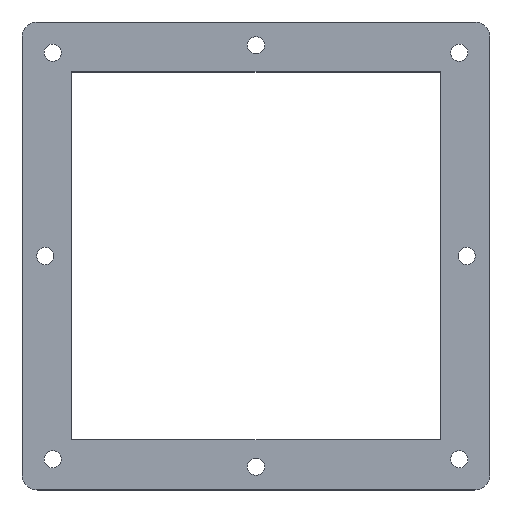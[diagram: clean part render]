
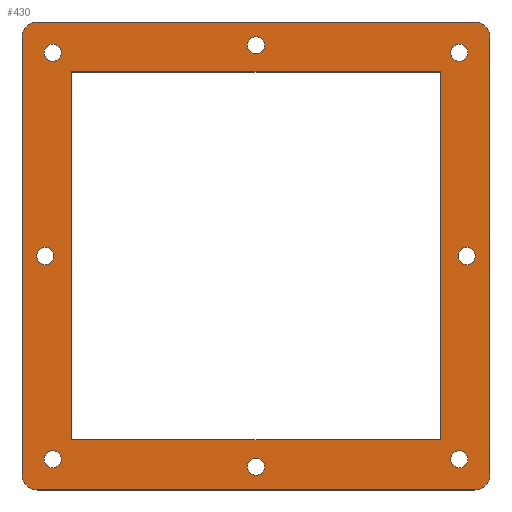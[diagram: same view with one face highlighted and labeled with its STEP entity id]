
A CAD part, top view. The second image highlights one B-rep face of the part: STEP entity #430.
In plain terms, the highlighted planar face has unit normal (0, 0, 1).
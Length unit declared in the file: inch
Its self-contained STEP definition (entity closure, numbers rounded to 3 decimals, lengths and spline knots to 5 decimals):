
#24=PLANE('',#478);
#29=LINE('',#636,#57);
#39=LINE('',#672,#67);
#42=LINE('',#680,#70);
#44=LINE('',#688,#72);
#47=LINE('',#693,#75);
#49=LINE('',#697,#77);
#51=LINE('',#700,#79);
#52=LINE('',#714,#80);
#57=VECTOR('',#517,7.13);
#67=VECTOR('',#549,7.13);
#70=VECTOR('',#558,7.13);
#72=VECTOR('',#566,6.);
#75=VECTOR('',#571,6.);
#77=VECTOR('',#575,6.);
#79=VECTOR('',#579,6.);
#80=VECTOR('',#598,7.13);
#98=FACE_BOUND('',#168,.T.);
#99=FACE_BOUND('',#169,.T.);
#100=FACE_BOUND('',#170,.T.);
#101=FACE_BOUND('',#171,.T.);
#102=FACE_BOUND('',#172,.T.);
#103=FACE_BOUND('',#173,.T.);
#104=FACE_BOUND('',#174,.T.);
#105=FACE_BOUND('',#175,.T.);
#106=FACE_BOUND('',#176,.T.);
#128=FACE_OUTER_BOUND('',#167,.T.);
#167=EDGE_LOOP('',(#377,#378,#379,#380,#381,#382,#383,#384));
#168=EDGE_LOOP('',(#385));
#169=EDGE_LOOP('',(#386));
#170=EDGE_LOOP('',(#387));
#171=EDGE_LOOP('',(#388));
#172=EDGE_LOOP('',(#389,#390,#391,#392));
#173=EDGE_LOOP('',(#393));
#174=EDGE_LOOP('',(#394));
#175=EDGE_LOOP('',(#395));
#176=EDGE_LOOP('',(#396));
#178=CIRCLE('',#435,0.14);
#180=CIRCLE('',#438,0.14);
#182=CIRCLE('',#441,0.14);
#184=CIRCLE('',#444,0.14);
#185=CIRCLE('',#446,0.25);
#194=CIRCLE('',#458,0.25);
#195=CIRCLE('',#461,0.25);
#196=CIRCLE('',#464,0.25);
#197=CIRCLE('',#470,0.14063);
#198=CIRCLE('',#472,0.14063);
#199=CIRCLE('',#474,0.14063);
#200=CIRCLE('',#476,0.14063);
#202=VERTEX_POINT('',#605);
#204=VERTEX_POINT('',#610);
#206=VERTEX_POINT('',#615);
#208=VERTEX_POINT('',#620);
#209=VERTEX_POINT('',#623);
#210=VERTEX_POINT('',#624);
#214=VERTEX_POINT('',#634);
#228=VERTEX_POINT('',#666);
#229=VERTEX_POINT('',#670);
#230=VERTEX_POINT('',#674);
#231=VERTEX_POINT('',#678);
#232=VERTEX_POINT('',#682);
#233=VERTEX_POINT('',#686);
#234=VERTEX_POINT('',#687);
#235=VERTEX_POINT('',#692);
#236=VERTEX_POINT('',#696);
#237=VERTEX_POINT('',#702);
#238=VERTEX_POINT('',#705);
#239=VERTEX_POINT('',#708);
#240=VERTEX_POINT('',#711);
#242=EDGE_CURVE('',#202,#202,#178,.T.);
#244=EDGE_CURVE('',#204,#204,#180,.T.);
#246=EDGE_CURVE('',#206,#206,#182,.T.);
#248=EDGE_CURVE('',#208,#208,#184,.T.);
#249=EDGE_CURVE('',#209,#210,#185,.T.);
#255=EDGE_CURVE('',#214,#209,#29,.T.);
#270=EDGE_CURVE('',#228,#214,#194,.T.);
#273=EDGE_CURVE('',#229,#228,#39,.T.);
#274=EDGE_CURVE('',#230,#229,#195,.T.);
#277=EDGE_CURVE('',#231,#230,#42,.T.);
#278=EDGE_CURVE('',#232,#231,#196,.T.);
#280=EDGE_CURVE('',#233,#234,#44,.T.);
#283=EDGE_CURVE('',#234,#235,#47,.T.);
#285=EDGE_CURVE('',#235,#236,#49,.T.);
#287=EDGE_CURVE('',#236,#233,#51,.T.);
#288=EDGE_CURVE('',#237,#237,#197,.T.);
#289=EDGE_CURVE('',#238,#238,#198,.T.);
#290=EDGE_CURVE('',#239,#239,#199,.T.);
#291=EDGE_CURVE('',#240,#240,#200,.T.);
#292=EDGE_CURVE('',#210,#232,#52,.T.);
#377=ORIENTED_EDGE('',*,*,#249,.F.);
#378=ORIENTED_EDGE('',*,*,#255,.F.);
#379=ORIENTED_EDGE('',*,*,#270,.F.);
#380=ORIENTED_EDGE('',*,*,#273,.F.);
#381=ORIENTED_EDGE('',*,*,#274,.F.);
#382=ORIENTED_EDGE('',*,*,#277,.F.);
#383=ORIENTED_EDGE('',*,*,#278,.F.);
#384=ORIENTED_EDGE('',*,*,#292,.F.);
#385=ORIENTED_EDGE('',*,*,#242,.T.);
#386=ORIENTED_EDGE('',*,*,#244,.T.);
#387=ORIENTED_EDGE('',*,*,#246,.T.);
#388=ORIENTED_EDGE('',*,*,#248,.T.);
#389=ORIENTED_EDGE('',*,*,#280,.T.);
#390=ORIENTED_EDGE('',*,*,#283,.T.);
#391=ORIENTED_EDGE('',*,*,#285,.T.);
#392=ORIENTED_EDGE('',*,*,#287,.T.);
#393=ORIENTED_EDGE('',*,*,#288,.T.);
#394=ORIENTED_EDGE('',*,*,#289,.T.);
#395=ORIENTED_EDGE('',*,*,#290,.T.);
#396=ORIENTED_EDGE('',*,*,#291,.T.);
#430=ADVANCED_FACE('',(#128,#98,#99,#100,#101,#102,#103,#104,#105,#106),
#24,.T.);
#435=AXIS2_PLACEMENT_3D('',#606,#485,#486);
#438=AXIS2_PLACEMENT_3D('',#611,#491,#492);
#441=AXIS2_PLACEMENT_3D('',#616,#497,#498);
#444=AXIS2_PLACEMENT_3D('',#621,#503,#504);
#446=AXIS2_PLACEMENT_3D('',#625,#507,#508);
#458=AXIS2_PLACEMENT_3D('',#667,#543,#544);
#461=AXIS2_PLACEMENT_3D('',#675,#552,#553);
#464=AXIS2_PLACEMENT_3D('',#683,#561,#562);
#470=AXIS2_PLACEMENT_3D('',#703,#582,#583);
#472=AXIS2_PLACEMENT_3D('',#706,#586,#587);
#474=AXIS2_PLACEMENT_3D('',#709,#590,#591);
#476=AXIS2_PLACEMENT_3D('',#712,#594,#595);
#478=AXIS2_PLACEMENT_3D('',#715,#599,#600);
#485=DIRECTION('center_axis',(0.,0.,-1.));
#486=DIRECTION('ref_axis',(-1.,0.,0.));
#491=DIRECTION('center_axis',(0.,0.,-1.));
#492=DIRECTION('ref_axis',(-1.,0.,0.));
#497=DIRECTION('center_axis',(0.,0.,-1.));
#498=DIRECTION('ref_axis',(-1.,0.,0.));
#503=DIRECTION('center_axis',(0.,0.,-1.));
#504=DIRECTION('ref_axis',(-1.,0.,0.));
#507=DIRECTION('center_axis',(0.,0.,-1.));
#508=DIRECTION('ref_axis',(-0.707,-0.707,0.));
#517=DIRECTION('',(-1.,0.,0.));
#543=DIRECTION('center_axis',(0.,0.,-1.));
#544=DIRECTION('ref_axis',(0.707,-0.707,0.));
#549=DIRECTION('',(0.,-1.,0.));
#552=DIRECTION('center_axis',(0.,0.,-1.));
#553=DIRECTION('ref_axis',(0.707,0.707,0.));
#558=DIRECTION('',(1.,0.,0.));
#561=DIRECTION('center_axis',(0.,0.,-1.));
#562=DIRECTION('ref_axis',(-0.707,0.707,0.));
#566=DIRECTION('',(0.,1.,0.));
#571=DIRECTION('',(1.,0.,0.));
#575=DIRECTION('',(0.,-1.,0.));
#579=DIRECTION('',(-1.,0.,0.));
#582=DIRECTION('center_axis',(0.,0.,-1.));
#583=DIRECTION('ref_axis',(-1.,0.,0.));
#586=DIRECTION('center_axis',(0.,0.,-1.));
#587=DIRECTION('ref_axis',(-1.,0.,0.));
#590=DIRECTION('center_axis',(0.,0.,-1.));
#591=DIRECTION('ref_axis',(-1.,0.,0.));
#594=DIRECTION('center_axis',(0.,0.,-1.));
#595=DIRECTION('ref_axis',(-1.,0.,0.));
#598=DIRECTION('',(0.,1.,0.));
#599=DIRECTION('center_axis',(0.,0.,1.));
#600=DIRECTION('ref_axis',(1.,0.,0.));
#605=CARTESIAN_POINT('',(0.14,-3.435,0.125));
#606=CARTESIAN_POINT('Origin',(0.,-3.435,0.125));
#610=CARTESIAN_POINT('',(-3.295,0.,0.125));
#611=CARTESIAN_POINT('Origin',(-3.435,0.,0.125));
#615=CARTESIAN_POINT('',(0.14,3.435,0.125));
#616=CARTESIAN_POINT('Origin',(0.,3.435,0.125));
#620=CARTESIAN_POINT('',(3.575,0.,0.125));
#621=CARTESIAN_POINT('Origin',(3.435,0.,0.125));
#623=CARTESIAN_POINT('',(-3.565,-3.815,0.125));
#624=CARTESIAN_POINT('',(-3.815,-3.565,0.125));
#625=CARTESIAN_POINT('Origin',(-3.565,-3.565,0.125));
#634=CARTESIAN_POINT('',(3.565,-3.815,0.125));
#636=CARTESIAN_POINT('',(-3.815,-3.815,0.125));
#666=CARTESIAN_POINT('',(3.815,-3.565,0.125));
#667=CARTESIAN_POINT('Origin',(3.565,-3.565,0.125));
#670=CARTESIAN_POINT('',(3.815,3.565,0.125));
#672=CARTESIAN_POINT('',(3.815,-3.815,0.125));
#674=CARTESIAN_POINT('',(3.565,3.815,0.125));
#675=CARTESIAN_POINT('Origin',(3.565,3.565,0.125));
#678=CARTESIAN_POINT('',(-3.565,3.815,0.125));
#680=CARTESIAN_POINT('',(3.815,3.815,0.125));
#682=CARTESIAN_POINT('',(-3.815,3.565,0.125));
#683=CARTESIAN_POINT('Origin',(-3.565,3.565,0.125));
#686=CARTESIAN_POINT('',(-3.,-3.,0.125));
#687=CARTESIAN_POINT('',(-3.,3.,0.125));
#688=CARTESIAN_POINT('',(-3.,-1.5,0.125));
#692=CARTESIAN_POINT('',(3.,3.,0.125));
#693=CARTESIAN_POINT('',(-1.5,3.,0.125));
#696=CARTESIAN_POINT('',(3.,-3.,0.125));
#697=CARTESIAN_POINT('',(3.,1.5,0.125));
#700=CARTESIAN_POINT('',(1.5,-3.,0.125));
#702=CARTESIAN_POINT('',(-3.17438,3.315,0.125));
#703=CARTESIAN_POINT('Origin',(-3.315,3.315,0.125));
#705=CARTESIAN_POINT('',(-3.17438,-3.315,0.125));
#706=CARTESIAN_POINT('Origin',(-3.315,-3.315,0.125));
#708=CARTESIAN_POINT('',(3.45563,-3.315,0.125));
#709=CARTESIAN_POINT('Origin',(3.315,-3.315,0.125));
#711=CARTESIAN_POINT('',(3.45563,3.315,0.125));
#712=CARTESIAN_POINT('Origin',(3.315,3.315,0.125));
#714=CARTESIAN_POINT('',(-3.815,3.815,0.125));
#715=CARTESIAN_POINT('Origin',(0.,0.,
0.125));
